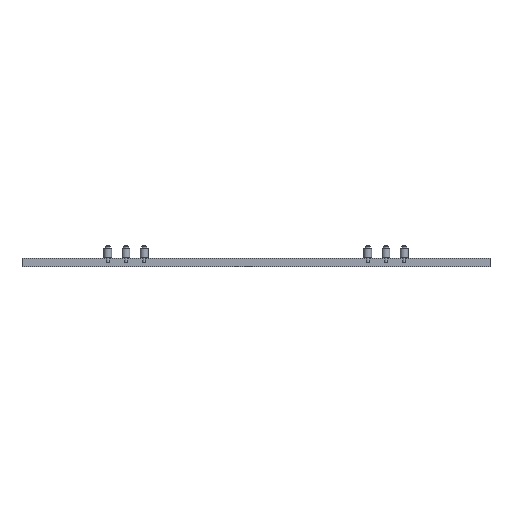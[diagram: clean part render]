
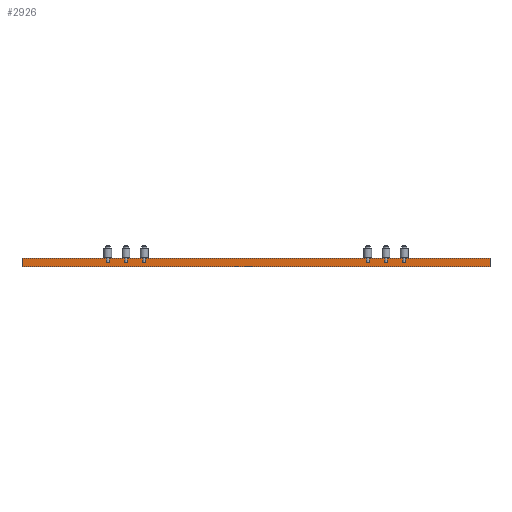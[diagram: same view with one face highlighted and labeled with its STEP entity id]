
A CAD part, front view. The second image highlights one B-rep face of the part: STEP entity #2926.
In plain terms, the highlighted planar face has unit normal (0, -1, 0).
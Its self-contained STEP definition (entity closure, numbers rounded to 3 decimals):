
#552 = PLANE('',#553);
#553 = AXIS2_PLACEMENT_3D('',#554,#555,#556);
#554 = CARTESIAN_POINT('',(70.,10.,0.));
#555 = DIRECTION('',(-1.,0.,0.));
#556 = DIRECTION('',(0.,1.,0.));
#580 = PLANE('',#581);
#581 = AXIS2_PLACEMENT_3D('',#582,#583,#584);
#582 = CARTESIAN_POINT('',(25.,22.5,1.6));
#583 = DIRECTION('',(0.,0.,1.));
#584 = DIRECTION('',(1.,0.,0.));
#634 = PLANE('',#635);
#635 = AXIS2_PLACEMENT_3D('',#636,#637,#638);
#636 = CARTESIAN_POINT('',(25.,22.5,0.));
#637 = DIRECTION('',(0.,0.,1.));
#638 = DIRECTION('',(1.,0.,0.));
#649 = EDGE_CURVE('',#650,#652,#654,.T.);
#650 = VERTEX_POINT('',#651);
#651 = CARTESIAN_POINT('',(70.,10.,0.));
#652 = VERTEX_POINT('',#653);
#653 = CARTESIAN_POINT('',(70.,10.,1.6));
#654 = SURFACE_CURVE('',#655,(#659,#666),.PCURVE_S1.);
#655 = LINE('',#656,#657);
#656 = CARTESIAN_POINT('',(70.,10.,0.));
#657 = VECTOR('',#658,1.);
#658 = DIRECTION('',(0.,0.,1.));
#659 = PCURVE('',#552,#660);
#660 = DEFINITIONAL_REPRESENTATION('',(#661),#665);
#661 = LINE('',#662,#663);
#662 = CARTESIAN_POINT('',(0.,0.));
#663 = VECTOR('',#664,1.);
#664 = DIRECTION('',(0.,-1.));
#665 = ( GEOMETRIC_REPRESENTATION_CONTEXT(2) 
PARAMETRIC_REPRESENTATION_CONTEXT() REPRESENTATION_CONTEXT('2D SPACE',''
  ) );
#666 = PCURVE('',#667,#672);
#667 = PLANE('',#668);
#668 = AXIS2_PLACEMENT_3D('',#669,#670,#671);
#669 = CARTESIAN_POINT('',(-20.,10.,0.));
#670 = DIRECTION('',(0.,1.,0.));
#671 = DIRECTION('',(1.,0.,0.));
#672 = DEFINITIONAL_REPRESENTATION('',(#673),#677);
#673 = LINE('',#674,#675);
#674 = CARTESIAN_POINT('',(90.,0.));
#675 = VECTOR('',#676,1.);
#676 = DIRECTION('',(0.,-1.));
#677 = ( GEOMETRIC_REPRESENTATION_CONTEXT(2) 
PARAMETRIC_REPRESENTATION_CONTEXT() REPRESENTATION_CONTEXT('2D SPACE',''
  ) );
#1224 = VERTEX_POINT('',#1225);
#1225 = CARTESIAN_POINT('',(-20.,10.,0.));
#1239 = PLANE('',#1240);
#1240 = AXIS2_PLACEMENT_3D('',#1241,#1242,#1243);
#1241 = CARTESIAN_POINT('',(-20.,17.5,0.));
#1242 = DIRECTION('',(1.,0.,0.));
#1243 = DIRECTION('',(0.,-1.,0.));
#1251 = EDGE_CURVE('',#1224,#650,#1252,.T.);
#1252 = SURFACE_CURVE('',#1253,(#1257,#1264),.PCURVE_S1.);
#1253 = LINE('',#1254,#1255);
#1254 = CARTESIAN_POINT('',(-20.,10.,0.));
#1255 = VECTOR('',#1256,1.);
#1256 = DIRECTION('',(1.,0.,0.));
#1257 = PCURVE('',#634,#1258);
#1258 = DEFINITIONAL_REPRESENTATION('',(#1259),#1263);
#1259 = LINE('',#1260,#1261);
#1260 = CARTESIAN_POINT('',(-45.,-12.5));
#1261 = VECTOR('',#1262,1.);
#1262 = DIRECTION('',(1.,0.));
#1263 = ( GEOMETRIC_REPRESENTATION_CONTEXT(2) 
PARAMETRIC_REPRESENTATION_CONTEXT() REPRESENTATION_CONTEXT('2D SPACE',''
  ) );
#1264 = PCURVE('',#667,#1265);
#1265 = DEFINITIONAL_REPRESENTATION('',(#1266),#1270);
#1266 = LINE('',#1267,#1268);
#1267 = CARTESIAN_POINT('',(0.,0.));
#1268 = VECTOR('',#1269,1.);
#1269 = DIRECTION('',(1.,0.));
#1270 = ( GEOMETRIC_REPRESENTATION_CONTEXT(2) 
PARAMETRIC_REPRESENTATION_CONTEXT() REPRESENTATION_CONTEXT('2D SPACE',''
  ) );
#2315 = VERTEX_POINT('',#2316);
#2316 = CARTESIAN_POINT('',(-20.,10.,1.6));
#2337 = EDGE_CURVE('',#2315,#652,#2338,.T.);
#2338 = SURFACE_CURVE('',#2339,(#2343,#2350),.PCURVE_S1.);
#2339 = LINE('',#2340,#2341);
#2340 = CARTESIAN_POINT('',(-20.,10.,1.6));
#2341 = VECTOR('',#2342,1.);
#2342 = DIRECTION('',(1.,0.,0.));
#2343 = PCURVE('',#580,#2344);
#2344 = DEFINITIONAL_REPRESENTATION('',(#2345),#2349);
#2345 = LINE('',#2346,#2347);
#2346 = CARTESIAN_POINT('',(-45.,-12.5));
#2347 = VECTOR('',#2348,1.);
#2348 = DIRECTION('',(1.,0.));
#2349 = ( GEOMETRIC_REPRESENTATION_CONTEXT(2) 
PARAMETRIC_REPRESENTATION_CONTEXT() REPRESENTATION_CONTEXT('2D SPACE',''
  ) );
#2350 = PCURVE('',#667,#2351);
#2351 = DEFINITIONAL_REPRESENTATION('',(#2352),#2356);
#2352 = LINE('',#2353,#2354);
#2353 = CARTESIAN_POINT('',(0.,-1.6));
#2354 = VECTOR('',#2355,1.);
#2355 = DIRECTION('',(1.,0.));
#2356 = ( GEOMETRIC_REPRESENTATION_CONTEXT(2) 
PARAMETRIC_REPRESENTATION_CONTEXT() REPRESENTATION_CONTEXT('2D SPACE',''
  ) );
#2926 = ADVANCED_FACE('',(#2927),#667,.F.);
#2927 = FACE_BOUND('',#2928,.F.);
#2928 = EDGE_LOOP('',(#2929,#2950,#2951,#2952));
#2929 = ORIENTED_EDGE('',*,*,#2930,.T.);
#2930 = EDGE_CURVE('',#1224,#2315,#2931,.T.);
#2931 = SURFACE_CURVE('',#2932,(#2936,#2943),.PCURVE_S1.);
#2932 = LINE('',#2933,#2934);
#2933 = CARTESIAN_POINT('',(-20.,10.,0.));
#2934 = VECTOR('',#2935,1.);
#2935 = DIRECTION('',(0.,0.,1.));
#2936 = PCURVE('',#667,#2937);
#2937 = DEFINITIONAL_REPRESENTATION('',(#2938),#2942);
#2938 = LINE('',#2939,#2940);
#2939 = CARTESIAN_POINT('',(0.,0.));
#2940 = VECTOR('',#2941,1.);
#2941 = DIRECTION('',(0.,-1.));
#2942 = ( GEOMETRIC_REPRESENTATION_CONTEXT(2) 
PARAMETRIC_REPRESENTATION_CONTEXT() REPRESENTATION_CONTEXT('2D SPACE',''
  ) );
#2943 = PCURVE('',#1239,#2944);
#2944 = DEFINITIONAL_REPRESENTATION('',(#2945),#2949);
#2945 = LINE('',#2946,#2947);
#2946 = CARTESIAN_POINT('',(7.5,0.));
#2947 = VECTOR('',#2948,1.);
#2948 = DIRECTION('',(0.,-1.));
#2949 = ( GEOMETRIC_REPRESENTATION_CONTEXT(2) 
PARAMETRIC_REPRESENTATION_CONTEXT() REPRESENTATION_CONTEXT('2D SPACE',''
  ) );
#2950 = ORIENTED_EDGE('',*,*,#2337,.T.);
#2951 = ORIENTED_EDGE('',*,*,#649,.F.);
#2952 = ORIENTED_EDGE('',*,*,#1251,.F.);
